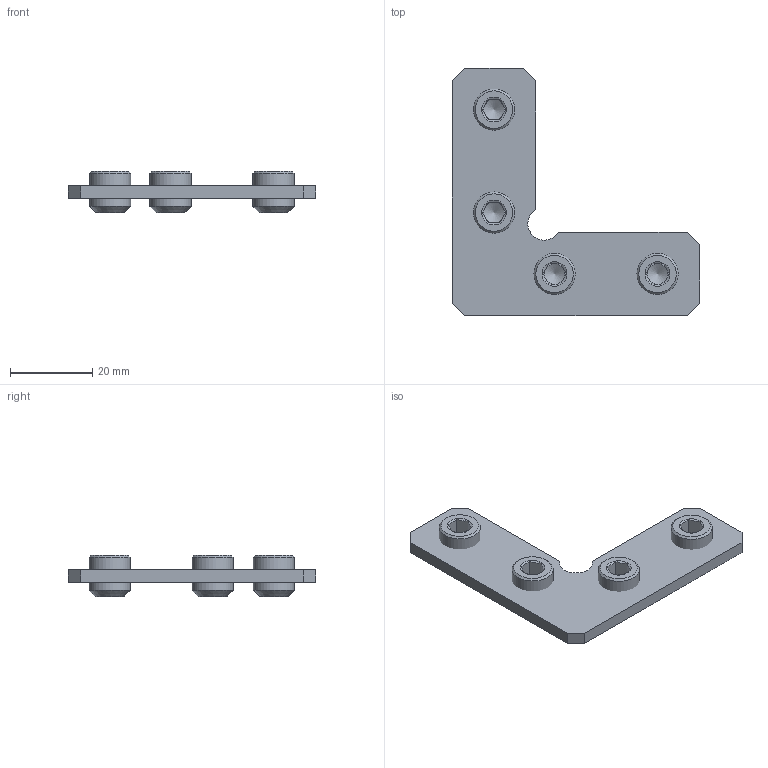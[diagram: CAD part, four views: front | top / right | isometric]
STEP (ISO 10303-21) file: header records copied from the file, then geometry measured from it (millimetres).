
FILE_DESCRIPTION(/* description */ (''),/* implementation_level */ '2;1');
FILE_NAME(/* name */ '1007742.stp',/* time_stamp */ '2024-07-24T12:08:30+02:00',/* author */ ('Bo'),/* organization */ (''),/* preprocessor_version */ 'ST-DEVELOPER v20',/* originating_system */ 'Autodesk Inventor 2025',/* authorisation */ ' ');
FILE_SCHEMA (('AUTOMOTIVE_DESIGN { 1 0 10303 214 3 1 1 }'));
Length unit declared in the file: millimetre
Products named in the file (6): 1007742; 1007742-1; 1007742-2; 1007742-3; 1007742-4; 1007742-5
Assembly tree (5 placements, depth 2):
  1007742
    1007742-1
    1007742-2
    1007742-3
    1007742-4
    1007742-5
Bounding box: 60 x 60 x 10 mm (x, y, z)
Volume: 7881.5 mm3; surface area: 6537.7 mm2
Topology: 5 solids, 5 shells, 94 faces, 220 edges, 136 vertices
Faces by surface type: plane 69, cone 16, cylinder 9
Full cylindrical faces by diameter (mm): 8.376 x4, 10 x4
Entity records: 2861 total; most frequent: CARTESIAN_POINT 505, DIRECTION 464, ORIENTED_EDGE 432, EDGE_CURVE 216, AXIS2_PLACEMENT_3D 167, VERTEX_POINT 136, LINE 130, VECTOR 130
